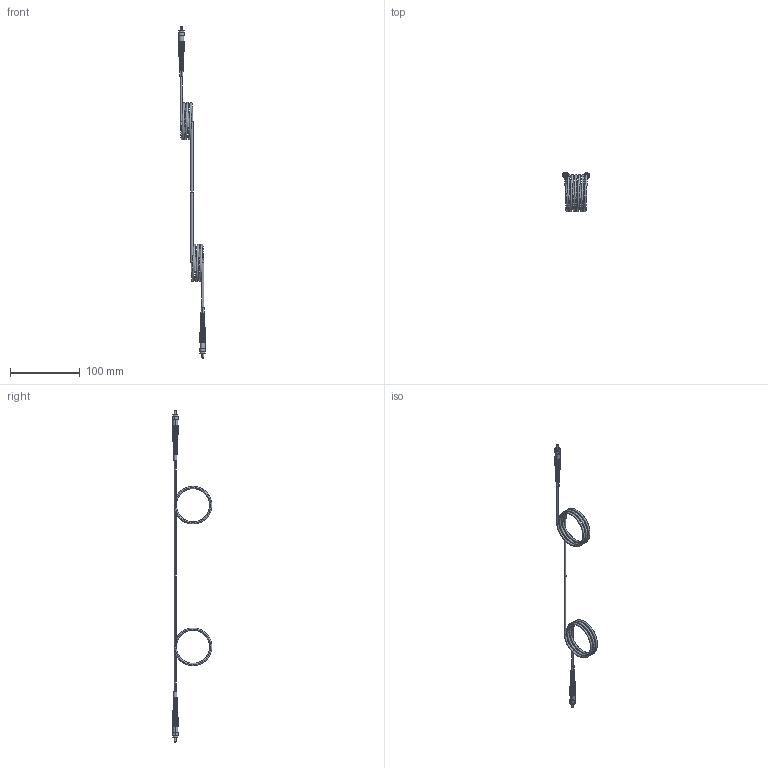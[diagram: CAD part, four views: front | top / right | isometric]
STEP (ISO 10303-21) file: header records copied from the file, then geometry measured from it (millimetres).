
FILE_DESCRIPTION (( 'STEP AP203' ), '1' );
FILE_NAME ('24038-E0W.STEP', '2018-04-11T20:31:35', ( 'admin' ), ( '' ), 'SwSTEP 2.0', 'SolidWorks 2016', '' );
FILE_SCHEMA (( 'CONFIG_CONTROL_DESIGN' ));
Length unit declared in the file: inch
Products named in the file (1): 24038-E0W
Bounding box: 39.34 x 56.73 x 476.44 mm (x, y, z)
Volume: 13105.3 mm3; surface area: 18620.3 mm2
Topology: 10 solids, 10 shells, 900 faces, 2100 edges, 1392 vertices
Faces by surface type: plane 648, cone 168, cylinder 80, bspline 4
Entity records: 28249 total; most frequent: CARTESIAN_POINT 6721, DIRECTION 4674, ORIENTED_EDGE 4200, EDGE_CURVE 2100, AXIS2_PLACEMENT_3D 1681, VERTEX_POINT 1392, LINE 1312, VECTOR 1312
